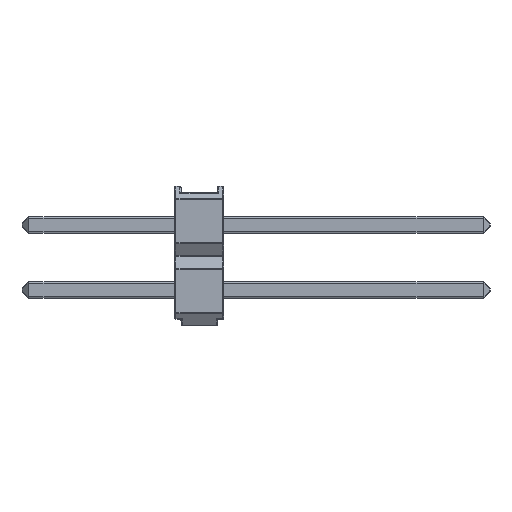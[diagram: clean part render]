
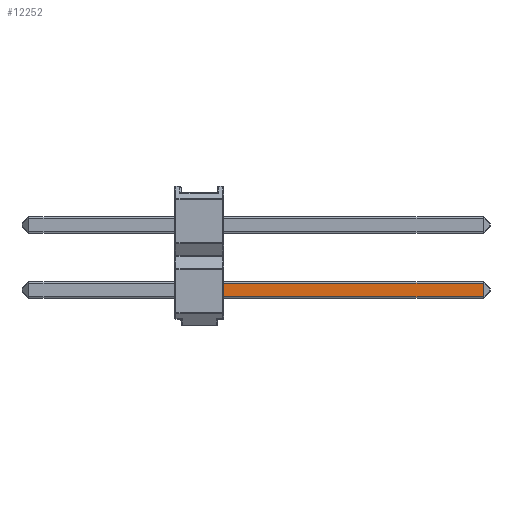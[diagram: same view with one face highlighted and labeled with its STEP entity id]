
A CAD part, left-side view. The second image highlights one B-rep face of the part: STEP entity #12252.
In plain terms, the highlighted planar face has unit normal (-1, 0, 0).
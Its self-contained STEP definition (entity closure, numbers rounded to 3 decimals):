
#247 = EDGE_LOOP ( 'NONE', ( #13640, #7881, #7103, #14212 ) ) ;
#311 = PLANE ( 'NONE',  #5876 ) ;
#373 = FACE_OUTER_BOUND ( 'NONE', #247, .T. ) ;
#1087 = EDGE_CURVE ( 'NONE', #11553, #2066, #9020, .T. ) ;
#1277 = VERTEX_POINT ( 'NONE', #13167 ) ;
#1454 = LINE ( 'NONE', #6186, #7261 ) ;
#1900 = CARTESIAN_POINT ( 'NONE',  ( -0.32, -0.96, -1.6 ) ) ;
#2066 = VERTEX_POINT ( 'NONE', #1900 ) ;
#3123 = DIRECTION ( 'NONE',  ( 0., 1., 0. ) ) ;
#3861 = DIRECTION ( 'NONE',  ( 0., 0., -1. ) ) ;
#4282 = CARTESIAN_POINT ( 'NONE',  ( -0.32, -11.37, -1.06 ) ) ;
#4478 = DIRECTION ( 'NONE',  ( 0., 0., -1. ) ) ;
#4611 = VECTOR ( 'NONE', #3123, 1000. ) ;
#5210 = VECTOR ( 'NONE', #4478, 1000. ) ;
#5876 = AXIS2_PLACEMENT_3D ( 'NONE', #9607, #10730, #3861 ) ;
#6186 = CARTESIAN_POINT ( 'NONE',  ( -0.32, -11.099, -1.01 ) ) ;
#6617 = EDGE_CURVE ( 'NONE', #1277, #7434, #1454, .T. ) ;
#6702 = DIRECTION ( 'NONE',  ( 0., -1., 0. ) ) ;
#7103 = ORIENTED_EDGE ( 'NONE', *, *, #1087, .T. ) ;
#7261 = VECTOR ( 'NONE', #8558, 1000. ) ;
#7268 = EDGE_CURVE ( 'NONE', #2066, #1277, #8064, .T. ) ;
#7434 = VERTEX_POINT ( 'NONE', #11726 ) ;
#7881 = ORIENTED_EDGE ( 'NONE', *, *, #11335, .T. ) ;
#8064 = LINE ( 'NONE', #14753, #14183 ) ;
#8114 = CARTESIAN_POINT ( 'NONE',  ( -0.32, -0.96, -1.06 ) ) ;
#8558 = DIRECTION ( 'NONE',  ( 0., 0., 1. ) ) ;
#9020 = LINE ( 'NONE', #10083, #5210 ) ;
#9607 = CARTESIAN_POINT ( 'NONE',  ( -0.32, -11.37, -1.65 ) ) ;
#10083 = CARTESIAN_POINT ( 'NONE',  ( -0.32, -0.96, -1.65 ) ) ;
#10722 = LINE ( 'NONE', #4282, #4611 ) ;
#10730 = DIRECTION ( 'NONE',  ( 1., 0., 0. ) ) ;
#11335 = EDGE_CURVE ( 'NONE', #7434, #11553, #10722, .T. ) ;
#11553 = VERTEX_POINT ( 'NONE', #8114 ) ;
#11726 = CARTESIAN_POINT ( 'NONE',  ( -0.32, -11.099, -1.06 ) ) ;
#12252 = ADVANCED_FACE ( 'NONE', ( #373 ), #311, .F. ) ;
#13167 = CARTESIAN_POINT ( 'NONE',  ( -0.32, -11.099, -1.6 ) ) ;
#13640 = ORIENTED_EDGE ( 'NONE', *, *, #6617, .T. ) ;
#14183 = VECTOR ( 'NONE', #6702, 1000. ) ;
#14212 = ORIENTED_EDGE ( 'NONE', *, *, #7268, .T. ) ;
#14753 = CARTESIAN_POINT ( 'NONE',  ( -0.32, -11.37, -1.6 ) ) ;
